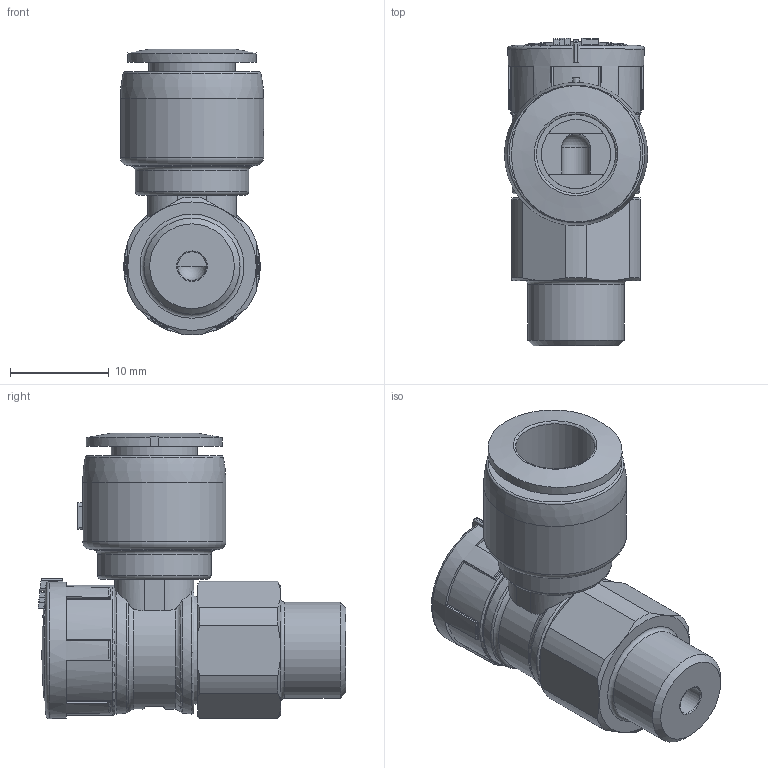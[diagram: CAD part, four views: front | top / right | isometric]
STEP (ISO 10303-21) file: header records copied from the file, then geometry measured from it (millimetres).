
FILE_DESCRIPTION(/* description */ ('STEP AP214'),/* implementation_level */ '2;1');
FILE_NAME(/* name */ '8157626_VFOE-LS-T-R18-Q8-F1A',/* time_stamp */ '2024-09-16T12:25:48+02:00',/* author */ ('License CC BY-ND 4.0'),/* organization */ ('CADENAS'),/* preprocessor_version */ 'ST-DEVELOPER v19.3',/* originating_system */ 'PARTsolutions',/* authorisation */ ' ');
FILE_SCHEMA (('AUTOMOTIVE_DESIGN {1 0 10303 214 3 1 1}'));
Length unit declared in the file: millimetre
Products named in the file (2): 8157626 VFOE-LS-T-R18-Q8-F1A---(high); 8068752 VFOE-LS-T-R18-Q8---(highp)
Assembly tree (1 placements, depth 2):
  8157626 VFOE-LS-T-R18-Q8-F1A---(high)
    8068752 VFOE-LS-T-R18-Q8---(highp)
Bounding box: 14.5 x 31.16 x 28.96 mm (x, y, z)
Volume: 4822.7 mm3; surface area: 3279.3 mm2
Topology: 1 solids, 1 shells, 225 faces, 613 edges, 400 vertices
Faces by surface type: plane 113, cylinder 57, torus 31, cone 18, sphere 6
Full cylindrical faces by diameter (mm): 2.9 x1, 7 x1, 8 x1, 8.72 x1, 9.728 x1, 11.5 x1, 13.189 x1, 14.5 x1
Entity records: 8695 total; most frequent: CARTESIAN_POINT 1617, ORIENTED_EDGE 1154, DIRECTION 1118, EDGE_CURVE 577, AXIS2_PLACEMENT_3D 448, VERTEX_POINT 389, EDGE_LOOP 262, FACE_BOUND 262
